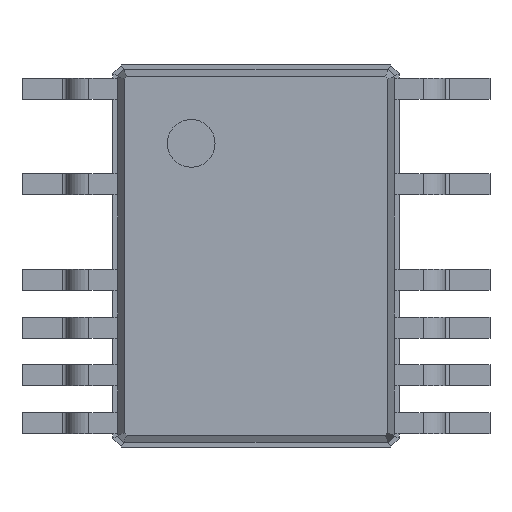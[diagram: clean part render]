
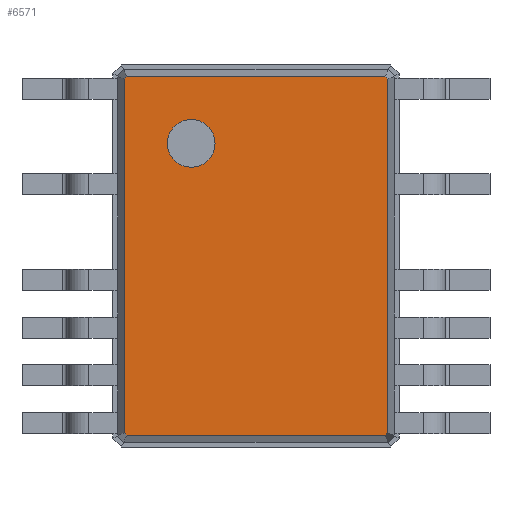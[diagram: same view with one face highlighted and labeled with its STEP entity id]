
A CAD part, top view. The second image highlights one B-rep face of the part: STEP entity #6571.
In plain terms, the highlighted planar face has unit normal (0, 0, 1).
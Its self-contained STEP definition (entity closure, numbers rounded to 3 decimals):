
#4509 = VERTEX_POINT('',#4510);
#4510 = CARTESIAN_POINT('',(1.349,1.879,0.95));
#4515 = EDGE_CURVE('',#4516,#4509,#4518,.T.);
#4516 = VERTEX_POINT('',#4517);
#4517 = CARTESIAN_POINT('',(-1.349,1.879,0.95));
#4518 = LINE('',#4519,#4520);
#4519 = CARTESIAN_POINT('',(-1.349,1.879,0.95));
#4520 = VECTOR('',#4521,1.);
#4521 = DIRECTION('',(1.,0.,0.));
#4538 = EDGE_CURVE('',#4539,#4516,#4541,.T.);
#4539 = VERTEX_POINT('',#4540);
#4540 = CARTESIAN_POINT('',(-1.379,1.849,0.95));
#4541 = LINE('',#4542,#4543);
#4542 = CARTESIAN_POINT('',(-1.379,1.849,0.95));
#4543 = VECTOR('',#4544,1.);
#4544 = DIRECTION('',(0.707,0.707,0.));
#4561 = VERTEX_POINT('',#4562);
#4562 = CARTESIAN_POINT('',(1.379,1.849,0.95));
#4567 = EDGE_CURVE('',#4509,#4561,#4568,.T.);
#4568 = LINE('',#4569,#4570);
#4569 = CARTESIAN_POINT('',(1.349,1.879,0.95));
#4570 = VECTOR('',#4571,1.);
#4571 = DIRECTION('',(0.707,-0.707,0.));
#4626 = EDGE_CURVE('',#4627,#4539,#4629,.T.);
#4627 = VERTEX_POINT('',#4628);
#4628 = CARTESIAN_POINT('',(-1.379,-1.849,0.95));
#4629 = LINE('',#4630,#4631);
#4630 = CARTESIAN_POINT('',(-1.379,-1.849,0.95));
#4631 = VECTOR('',#4632,1.);
#4632 = DIRECTION('',(0.,1.,0.));
#5591 = VERTEX_POINT('',#5592);
#5592 = CARTESIAN_POINT('',(1.379,-1.849,0.95));
#5597 = EDGE_CURVE('',#4561,#5591,#5598,.T.);
#5598 = LINE('',#5599,#5600);
#5599 = CARTESIAN_POINT('',(1.379,1.849,0.95));
#5600 = VECTOR('',#5601,1.);
#5601 = DIRECTION('',(0.,-1.,0.));
#6514 = EDGE_CURVE('',#6515,#4627,#6517,.T.);
#6515 = VERTEX_POINT('',#6516);
#6516 = CARTESIAN_POINT('',(-1.349,-1.879,0.95));
#6517 = LINE('',#6518,#6519);
#6518 = CARTESIAN_POINT('',(-1.349,-1.879,0.95));
#6519 = VECTOR('',#6520,1.);
#6520 = DIRECTION('',(-0.707,0.707,0.));
#6537 = VERTEX_POINT('',#6538);
#6538 = CARTESIAN_POINT('',(1.349,-1.879,0.95));
#6543 = EDGE_CURVE('',#5591,#6537,#6544,.T.);
#6544 = LINE('',#6545,#6546);
#6545 = CARTESIAN_POINT('',(1.379,-1.849,0.95));
#6546 = VECTOR('',#6547,1.);
#6547 = DIRECTION('',(-0.707,-0.707,0.));
#6560 = EDGE_CURVE('',#6537,#6515,#6561,.T.);
#6561 = LINE('',#6562,#6563);
#6562 = CARTESIAN_POINT('',(1.349,-1.879,0.95));
#6563 = VECTOR('',#6564,1.);
#6564 = DIRECTION('',(-1.,0.,0.));
#6571 = ADVANCED_FACE('',(#6572,#6582),#6593,.T.);
#6572 = FACE_BOUND('',#6573,.T.);
#6573 = EDGE_LOOP('',(#6574,#6575,#6576,#6577,#6578,#6579,#6580,#6581));
#6574 = ORIENTED_EDGE('',*,*,#4515,.F.);
#6575 = ORIENTED_EDGE('',*,*,#4538,.F.);
#6576 = ORIENTED_EDGE('',*,*,#4626,.F.);
#6577 = ORIENTED_EDGE('',*,*,#6514,.F.);
#6578 = ORIENTED_EDGE('',*,*,#6560,.F.);
#6579 = ORIENTED_EDGE('',*,*,#6543,.F.);
#6580 = ORIENTED_EDGE('',*,*,#5597,.F.);
#6581 = ORIENTED_EDGE('',*,*,#4567,.F.);
#6582 = FACE_BOUND('',#6583,.T.);
#6583 = EDGE_LOOP('',(#6584));
#6584 = ORIENTED_EDGE('',*,*,#6585,.F.);
#6585 = EDGE_CURVE('',#6586,#6586,#6588,.T.);
#6586 = VERTEX_POINT('',#6587);
#6587 = CARTESIAN_POINT('',(-0.679,0.929,0.95));
#6588 = CIRCLE('',#6589,0.25);
#6589 = AXIS2_PLACEMENT_3D('',#6590,#6591,#6592);
#6590 = CARTESIAN_POINT('',(-0.679,1.179,0.95));
#6591 = DIRECTION('',(0.,0.,1.));
#6592 = DIRECTION('',(0.,-1.,0.));
#6593 = PLANE('',#6594);
#6594 = AXIS2_PLACEMENT_3D('',#6595,#6596,#6597);
#6595 = CARTESIAN_POINT('',(-1.349,1.879,0.95));
#6596 = DIRECTION('',(0.,0.,1.));
#6597 = DIRECTION('',(0.583,-0.812,0.));
